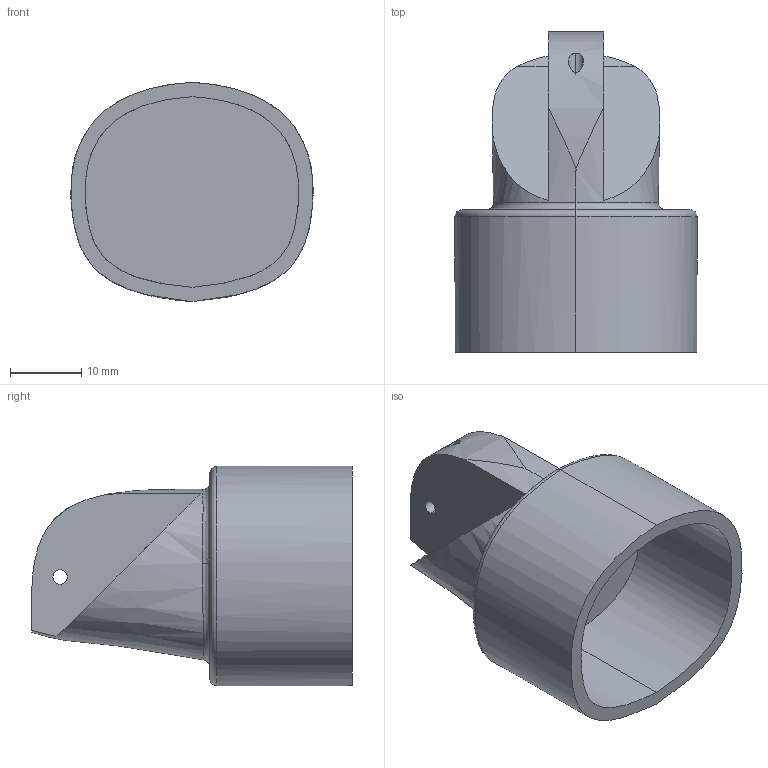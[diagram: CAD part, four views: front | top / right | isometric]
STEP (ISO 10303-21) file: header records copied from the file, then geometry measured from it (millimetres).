
FILE_DESCRIPTION (( 'STEP AP203' ), '1' );
FILE_NAME ('BionicFingerBase2_Default_sldprt.STEP', '2018-02-10T22:25:04', ( '' ), ( '' ), 'SwSTEP 2.0', 'SolidWorks 2017', '' );
FILE_SCHEMA (( 'CONFIG_CONTROL_DESIGN' ));
Length unit declared in the file: millimetre
Products named in the file (1): BionicFingerBase2_Default_sldprt
Bounding box: 33.98 x 45 x 30.74 mm (x, y, z)
Volume: 8799.8 mm3; surface area: 8795.3 mm2
Topology: 1 solids, 1 shells, 42 faces, 104 edges, 68 vertices
Faces by surface type: bspline 17, plane 14, cylinder 11
Entity records: 15443 total; most frequent: CARTESIAN_POINT 14513, ORIENTED_EDGE 208, DIRECTION 116, EDGE_CURVE 104, VERTEX_POINT 68, B_SPLINE_CURVE_WITH_KNOTS 59, EDGE_LOOP 50, AXIS2_PLACEMENT_3D 45
